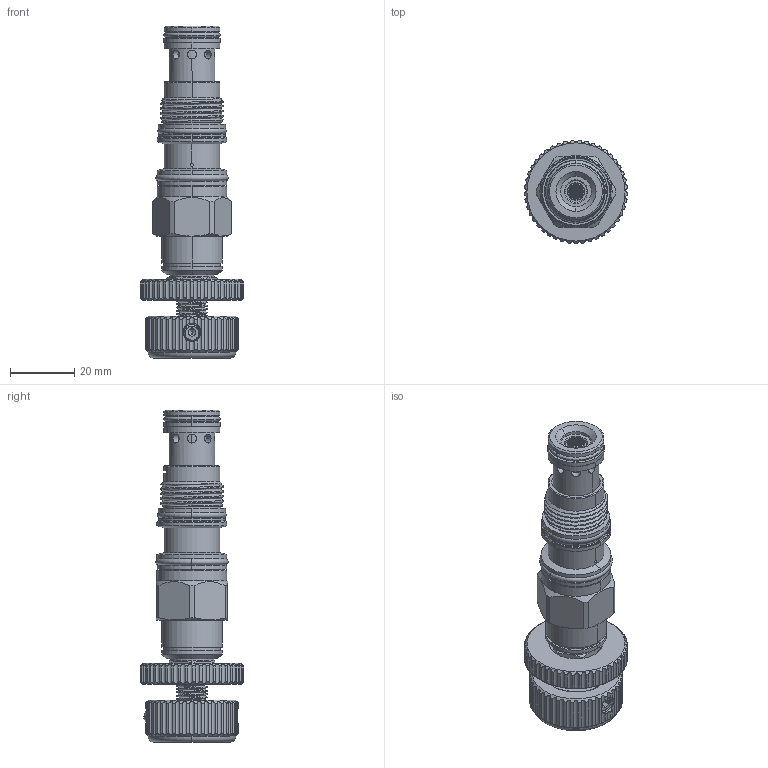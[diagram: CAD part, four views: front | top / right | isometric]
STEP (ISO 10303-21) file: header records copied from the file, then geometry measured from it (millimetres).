
FILE_DESCRIPTION (( 'STEP AP203' ), '1' );
FILE_NAME ('SQ11A30-K.STEP', '2020-03-25T02:04:26', ( '' ), ( '' ), 'SwSTEP 2.0', 'SolidWorks 2018', '' );
FILE_SCHEMA (( 'CONFIG_CONTROL_DESIGN' ));
Length unit declared in the file: millimetre
Products named in the file (1): SQ11A30-K
Bounding box: 32.2 x 32.18 x 103.53 mm (x, y, z)
Volume: 34947.1 mm3; surface area: 16482.3 mm2
Topology: 11 solids, 11 shells, 1312 faces, 3657 edges, 2345 vertices
Faces by surface type: cylinder 849, plane 213, cone 104, torus 82, bspline 56, sphere 8
Entity records: 97547 total; most frequent: CARTESIAN_POINT 66232, ORIENTED_EDGE 7250, DIRECTION 5253, EDGE_CURVE 3625, VERTEX_POINT 2339, AXIS2_PLACEMENT_3D 1994, EDGE_LOOP 1728, B_SPLINE_CURVE_WITH_KNOTS 1445
